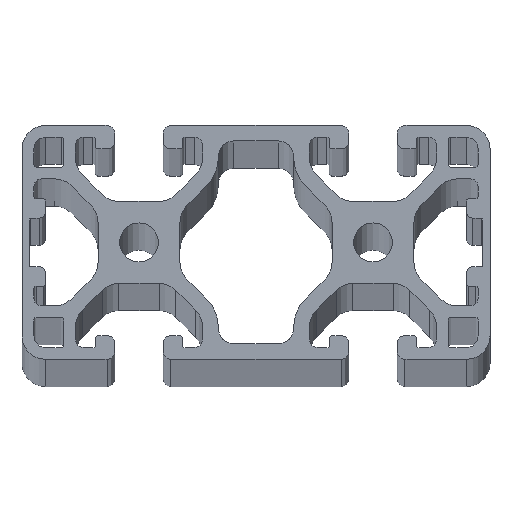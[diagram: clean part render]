
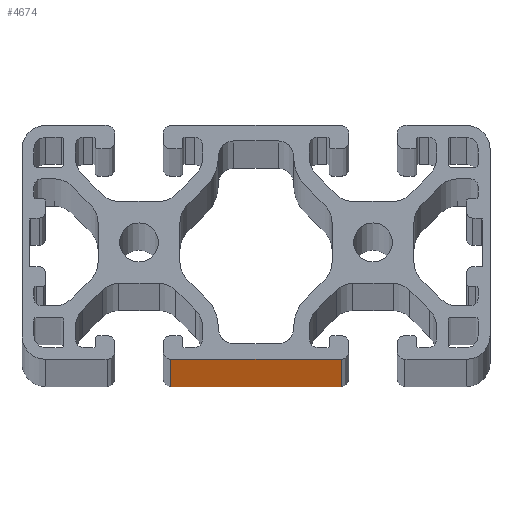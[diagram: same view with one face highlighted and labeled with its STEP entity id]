
A CAD part, top view. The second image highlights one B-rep face of the part: STEP entity #4674.
In plain terms, the highlighted planar face has unit normal (0, -1, 0).
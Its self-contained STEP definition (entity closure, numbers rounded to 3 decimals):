
#119=PLANE('',#5135);
#324=FACE_OUTER_BOUND('',#569,.T.);
#569=EDGE_LOOP('',(#3901,#3902,#3903,#3904));
#1132=LINE('',#7447,#1598);
#1250=LINE('',#7800,#1716);
#1251=LINE('',#7803,#1717);
#1252=LINE('',#7804,#1718);
#1598=VECTOR('',#6008,10.);
#1716=VECTOR('',#6360,10.);
#1717=VECTOR('',#6363,10.);
#1718=VECTOR('',#6364,10.);
#2096=VERTEX_POINT('',#7444);
#2097=VERTEX_POINT('',#7446);
#2215=VERTEX_POINT('',#7798);
#2216=VERTEX_POINT('',#7802);
#2678=EDGE_CURVE('',#2096,#2097,#1132,.T.);
#2855=EDGE_CURVE('',#2096,#2215,#1250,.T.);
#2856=EDGE_CURVE('',#2216,#2215,#1251,.T.);
#2857=EDGE_CURVE('',#2097,#2216,#1252,.T.);
#3901=ORIENTED_EDGE('',*,*,#2855,.T.);
#3902=ORIENTED_EDGE('',*,*,#2856,.F.);
#3903=ORIENTED_EDGE('',*,*,#2857,.F.);
#3904=ORIENTED_EDGE('',*,*,#2678,.F.);
#4674=ADVANCED_FACE('',(#324),#119,.T.);
#5135=AXIS2_PLACEMENT_3D('',#7801,#6361,#6362);
#6008=DIRECTION('',(-1.,0.,0.));
#6360=DIRECTION('',(0.,0.,1.));
#6361=DIRECTION('center_axis',(0.,-1.,0.));
#6362=DIRECTION('ref_axis',(1.,0.,0.));
#6363=DIRECTION('',(1.,0.,0.));
#6364=DIRECTION('',(0.,0.,1.));
#7444=CARTESIAN_POINT('',(10.9,-15.,-1000.));
#7446=CARTESIAN_POINT('',(-10.9,-15.,-1000.));
#7447=CARTESIAN_POINT('',(-10.9,-15.,-1000.));
#7798=CARTESIAN_POINT('',(10.9,-15.,1000.));
#7800=CARTESIAN_POINT('',(10.9,-15.,0.));
#7801=CARTESIAN_POINT('Origin',(-10.9,-15.,0.));
#7802=CARTESIAN_POINT('',(-10.9,-15.,1000.));
#7803=CARTESIAN_POINT('',(-10.9,-15.,1000.));
#7804=CARTESIAN_POINT('',(-10.9,-15.,0.));
